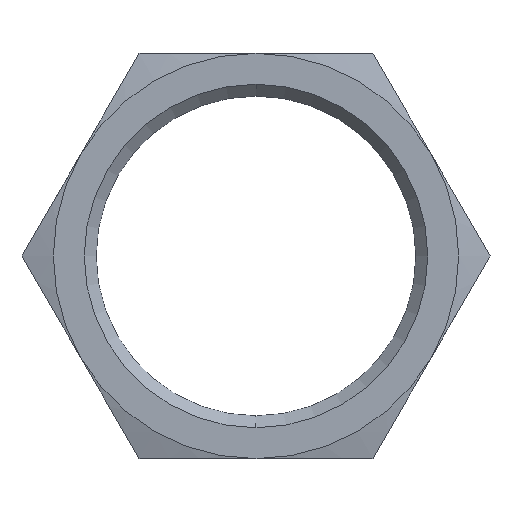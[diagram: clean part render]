
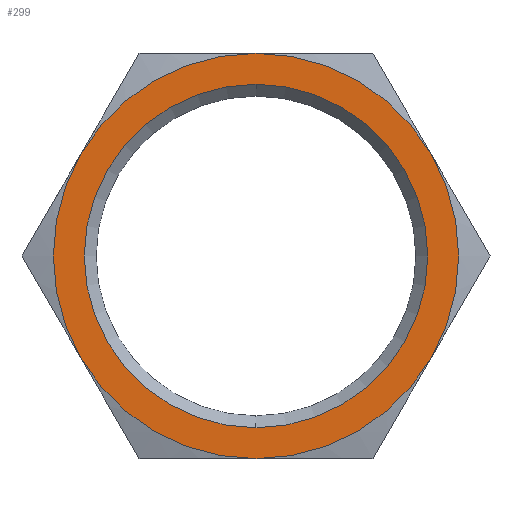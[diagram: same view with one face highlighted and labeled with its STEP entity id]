
A CAD part, left-side view. The second image highlights one B-rep face of the part: STEP entity #299.
In plain terms, the highlighted planar face has unit normal (-1, 0, 0).
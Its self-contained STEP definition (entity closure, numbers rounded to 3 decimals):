
#3 = DIRECTION ( 'NONE',  ( 0., 0., -1. ) ) ;
#17 = CARTESIAN_POINT ( 'NONE',  ( 0., 0., -21.185 ) ) ;
#41 = ORIENTED_EDGE ( 'NONE', *, *, #465, .T. ) ;
#47 = FACE_BOUND ( 'NONE', #416, .T. ) ;
#69 = EDGE_CURVE ( 'NONE', #566, #818, #342, .T. ) ;
#72 = CARTESIAN_POINT ( 'NONE',  ( 0., 0., 0. ) ) ;
#73 = DIRECTION ( 'NONE',  ( 1., 0., 0. ) ) ;
#76 = CARTESIAN_POINT ( 'NONE',  ( 0., -21.651, 12.5 ) ) ;
#116 = EDGE_CURVE ( 'NONE', #818, #335, #161, .T. ) ;
#137 = DIRECTION ( 'NONE',  ( -1., 0., 0. ) ) ;
#160 = CIRCLE ( 'NONE', #574, 21.185 ) ;
#161 = CIRCLE ( 'NONE', #228, 25. ) ;
#170 = VERTEX_POINT ( 'NONE', #257 ) ;
#171 = CIRCLE ( 'NONE', #557, 21.185 ) ;
#180 = CARTESIAN_POINT ( 'NONE',  ( 0., 0., 0. ) ) ;
#196 = CARTESIAN_POINT ( 'NONE',  ( 0., 28.868, 0. ) ) ;
#208 = ORIENTED_EDGE ( 'NONE', *, *, #596, .T. ) ;
#209 = CIRCLE ( 'NONE', #748, 25. ) ;
#210 = ORIENTED_EDGE ( 'NONE', *, *, #116, .T. ) ;
#220 = ORIENTED_EDGE ( 'NONE', *, *, #778, .T. ) ;
#228 = AXIS2_PLACEMENT_3D ( 'NONE', #180, #251, #710 ) ;
#246 = CARTESIAN_POINT ( 'NONE',  ( 0., 0., 0. ) ) ;
#251 = DIRECTION ( 'NONE',  ( -1., 0., 0. ) ) ;
#256 = VERTEX_POINT ( 'NONE', #17 ) ;
#257 = CARTESIAN_POINT ( 'NONE',  ( 0., 0., -25. ) ) ;
#299 = ADVANCED_FACE ( 'NONE', ( #47, #439 ), #590, .F. ) ;
#312 = DIRECTION ( 'NONE',  ( 1., 0., 0. ) ) ;
#324 = CARTESIAN_POINT ( 'NONE',  ( 0., 0., 0. ) ) ;
#333 = CIRCLE ( 'NONE', #608, 25. ) ;
#334 = ORIENTED_EDGE ( 'NONE', *, *, #772, .T. ) ;
#335 = VERTEX_POINT ( 'NONE', #458 ) ;
#341 = ORIENTED_EDGE ( 'NONE', *, *, #555, .T. ) ;
#342 = CIRCLE ( 'NONE', #833, 25. ) ;
#343 = CARTESIAN_POINT ( 'NONE',  ( 0., 0., 0. ) ) ;
#344 = DIRECTION ( 'NONE',  ( 0., 0., -1. ) ) ;
#361 = DIRECTION ( 'NONE',  ( -1., 0., 0. ) ) ;
#365 = CARTESIAN_POINT ( 'NONE',  ( 0., 0., 0. ) ) ;
#368 = DIRECTION ( 'NONE',  ( 0., 0., 1. ) ) ;
#370 = CARTESIAN_POINT ( 'NONE',  ( 0., 0., 0. ) ) ;
#379 = DIRECTION ( 'NONE',  ( -1., 0., 0. ) ) ;
#381 = DIRECTION ( 'NONE',  ( 0., 0., -1. ) ) ;
#384 = DIRECTION ( 'NONE',  ( 0., 0., 1. ) ) ;
#385 = ORIENTED_EDGE ( 'NONE', *, *, #644, .T. ) ;
#406 = AXIS2_PLACEMENT_3D ( 'NONE', #365, #636, #368 ) ;
#416 = EDGE_LOOP ( 'NONE', ( #220, #208 ) ) ;
#423 = AXIS2_PLACEMENT_3D ( 'NONE', #196, #656, #3 ) ;
#439 = FACE_OUTER_BOUND ( 'NONE', #632, .T. ) ;
#451 = CARTESIAN_POINT ( 'NONE',  ( 0., 0., 0. ) ) ;
#458 = CARTESIAN_POINT ( 'NONE',  ( 0., 0., 25. ) ) ;
#460 = CIRCLE ( 'NONE', #791, 25. ) ;
#465 = EDGE_CURVE ( 'NONE', #170, #566, #827, .T. ) ;
#555 = EDGE_CURVE ( 'NONE', #335, #673, #333, .T. ) ;
#557 = AXIS2_PLACEMENT_3D ( 'NONE', #343, #73, #344 ) ;
#566 = VERTEX_POINT ( 'NONE', #647 ) ;
#574 = AXIS2_PLACEMENT_3D ( 'NONE', #246, #312, #381 ) ;
#590 = PLANE ( 'NONE',  #423 ) ;
#596 = EDGE_CURVE ( 'NONE', #256, #838, #160, .T. ) ;
#597 = DIRECTION ( 'NONE',  ( 0., 0., 1. ) ) ;
#603 = ORIENTED_EDGE ( 'NONE', *, *, #69, .T. ) ;
#608 = AXIS2_PLACEMENT_3D ( 'NONE', #324, #379, #831 ) ;
#624 = DIRECTION ( 'NONE',  ( 0., 0., 1. ) ) ;
#632 = EDGE_LOOP ( 'NONE', ( #385, #41, #603, #210, #341, #334 ) ) ;
#636 = DIRECTION ( 'NONE',  ( -1., 0., 0. ) ) ;
#640 = CARTESIAN_POINT ( 'NONE',  ( 0., 21.651, 12.5 ) ) ;
#644 = EDGE_CURVE ( 'NONE', #805, #170, #209, .T. ) ;
#647 = CARTESIAN_POINT ( 'NONE',  ( 0., -21.651, -12.5 ) ) ;
#656 = DIRECTION ( 'NONE',  ( 1., 0., 0. ) ) ;
#673 = VERTEX_POINT ( 'NONE', #640 ) ;
#704 = DIRECTION ( 'NONE',  ( -1., 0., 0. ) ) ;
#710 = DIRECTION ( 'NONE',  ( 0., 0., 1. ) ) ;
#731 = CARTESIAN_POINT ( 'NONE',  ( 0., 0., 21.185 ) ) ;
#748 = AXIS2_PLACEMENT_3D ( 'NONE', #451, #704, #384 ) ;
#772 = EDGE_CURVE ( 'NONE', #673, #805, #460, .T. ) ;
#778 = EDGE_CURVE ( 'NONE', #838, #256, #171, .T. ) ;
#791 = AXIS2_PLACEMENT_3D ( 'NONE', #72, #137, #597 ) ;
#805 = VERTEX_POINT ( 'NONE', #844 ) ;
#818 = VERTEX_POINT ( 'NONE', #76 ) ;
#827 = CIRCLE ( 'NONE', #406, 25. ) ;
#831 = DIRECTION ( 'NONE',  ( 0., 0., 1. ) ) ;
#833 = AXIS2_PLACEMENT_3D ( 'NONE', #370, #361, #624 ) ;
#838 = VERTEX_POINT ( 'NONE', #731 ) ;
#844 = CARTESIAN_POINT ( 'NONE',  ( 0., 21.651, -12.5 ) ) ;
